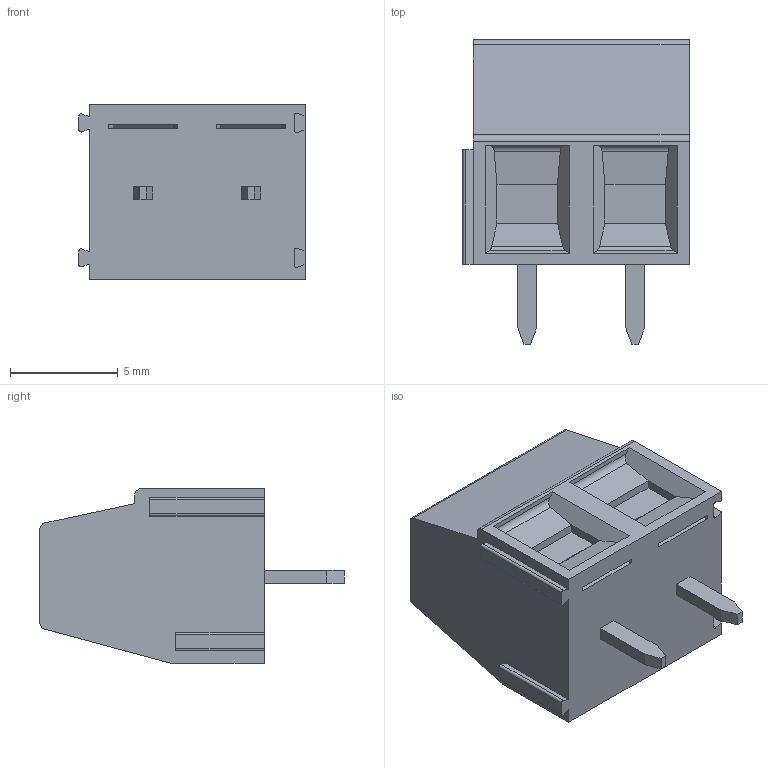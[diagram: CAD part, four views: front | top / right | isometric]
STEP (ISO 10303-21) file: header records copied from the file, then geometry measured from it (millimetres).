
FILE_DESCRIPTION((''),'2;1');
FILE_NAME('DG127-THR-5_0-02P-1Y-00RH','2020-05-23T',('Administrator'),(''),'CREO PARAMETRIC BY PTC INC, 2015200','CREO PARAMETRIC BY PTC INC, 2015200','');
FILE_SCHEMA(('AUTOMOTIVE_DESIGN { 1 0 10303 214 1 1 1 1 }'));
Length unit declared in the file: millimetre
Products named in the file (1): DG127-THR-5_0-02P-1Y-00RH
Bounding box: 10.48 x 14.1 x 8.1 mm (x, y, z)
Volume: 681 mm3; surface area: 650.6 mm2
Topology: 1 solids, 1 shells, 535 faces, 1544 edges, 1033 vertices
Faces by surface type: plane 484, cylinder 40, cone 4, torus 4, extrusion 3
Entity records: 17700 total; most frequent: CARTESIAN_POINT 3592, ORIENTED_EDGE 3088, DIRECTION 2635, EDGE_CURVE 1544, VECTOR 1371, LINE 1368, VERTEX_POINT 1033, AXIS2_PLACEMENT_3D 632
